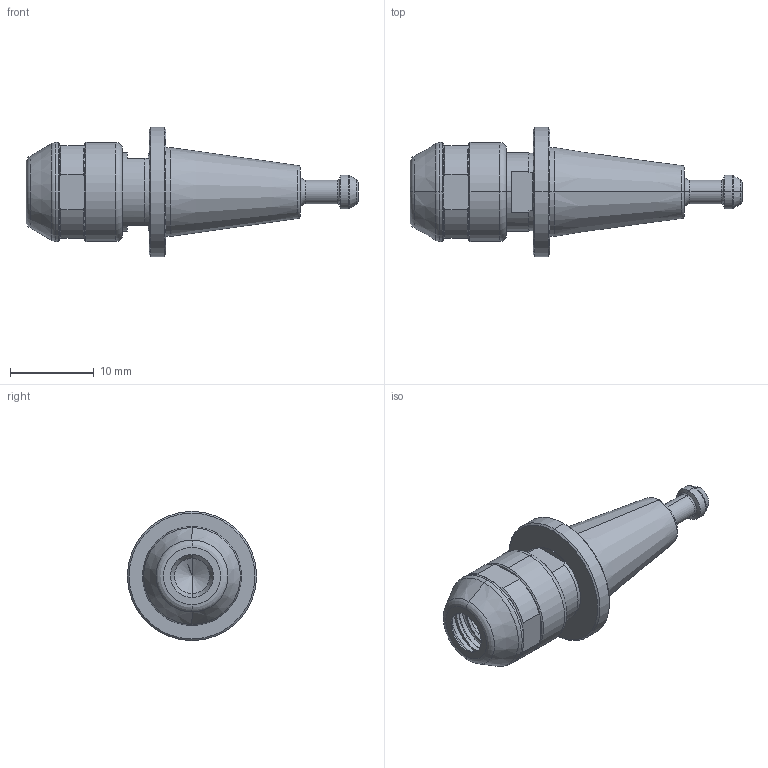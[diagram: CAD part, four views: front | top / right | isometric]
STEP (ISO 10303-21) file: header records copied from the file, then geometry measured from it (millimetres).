
FILE_DESCRIPTION (( 'STEP AP203' ), '1' );
FILE_NAME ('QC3-A-R_9222.STEP', '2024-03-29T07:52:11', ( '' ), ( '' ), 'SwSTEP 2.0', 'SolidWorks 2021', '' );
FILE_SCHEMA (( 'CONFIG_CONTROL_DESIGN' ));
Length unit declared in the file: millimetre
Products named in the file (1): QC3-A-R_9222
Bounding box: 39.57 x 15.4 x 15.4 mm (x, y, z)
Volume: 1858.7 mm3; surface area: 2505.9 mm2
Topology: 2 solids, 2 shells, 139 faces, 308 edges, 177 vertices
Faces by surface type: cone 50, cylinder 43, plane 30, torus 16
Entity records: 3926 total; most frequent: DIRECTION 735, CARTESIAN_POINT 715, ORIENTED_EDGE 608, AXIS2_PLACEMENT_3D 311, EDGE_CURVE 304, VERTEX_POINT 177, CIRCLE 171, EDGE_LOOP 149
